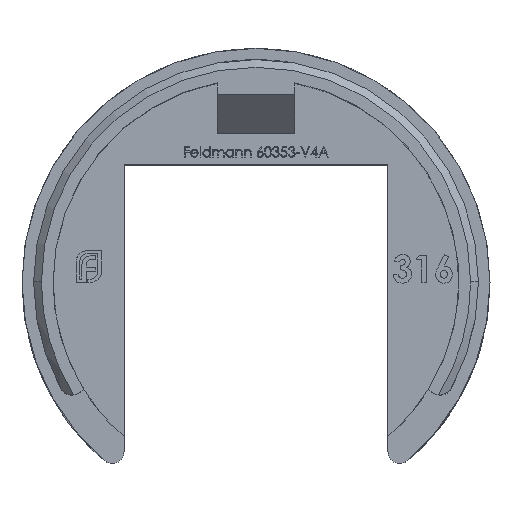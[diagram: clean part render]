
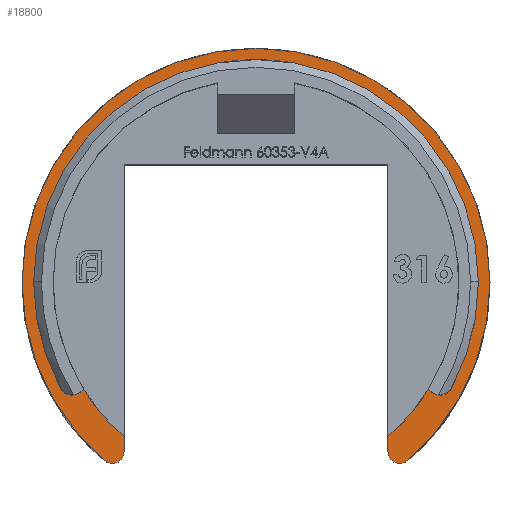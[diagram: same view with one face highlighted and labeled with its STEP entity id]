
A CAD part, top view. The second image highlights one B-rep face of the part: STEP entity #18800.
In plain terms, the highlighted planar face has unit normal (0, 0, 1).
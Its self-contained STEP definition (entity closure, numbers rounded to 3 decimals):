
#260 = CIRCLE ( 'NONE', #5400, 30.15 ) ;
#367 = VERTEX_POINT ( 'NONE', #10168 ) ;
#506 = ORIENTED_EDGE ( 'NONE', *, *, #25560, .T. ) ;
#726 = DIRECTION ( 'NONE',  ( 1., 0., 0. ) ) ;
#748 = CARTESIAN_POINT ( 'NONE',  ( 0., 0., 2. ) ) ;
#804 = CARTESIAN_POINT ( 'NONE',  ( 0., 0., 2. ) ) ;
#961 = CARTESIAN_POINT ( 'NONE',  ( -19.508, -22.988, 2. ) ) ;
#1122 = CIRCLE ( 'NONE', #1510, 1.523 ) ;
#1153 = CIRCLE ( 'NONE', #10197, 26.15 ) ;
#1361 = EDGE_CURVE ( 'NONE', #14718, #15706, #5270, .T. ) ;
#1510 = AXIS2_PLACEMENT_3D ( 'NONE', #13683, #16333, #4693 ) ;
#1941 = VERTEX_POINT ( 'NONE', #9517 ) ;
#2046 = DIRECTION ( 'NONE',  ( 0., 0., 1. ) ) ;
#2152 = CIRCLE ( 'NONE', #21765, 26.15 ) ;
#2232 = ORIENTED_EDGE ( 'NONE', *, *, #17220, .T. ) ;
#2414 = VERTEX_POINT ( 'NONE', #19147 ) ;
#2730 = AXIS2_PLACEMENT_3D ( 'NONE', #28709, #16957, #10132 ) ;
#3285 = DIRECTION ( 'NONE',  ( 0., 0., 1. ) ) ;
#3645 = ORIENTED_EDGE ( 'NONE', *, *, #12916, .T. ) ;
#3719 = CIRCLE ( 'NONE', #17944, 28.45 ) ;
#3728 = DIRECTION ( 'NONE',  ( 0., 1., 0. ) ) ;
#3741 = ORIENTED_EDGE ( 'NONE', *, *, #1361, .F. ) ;
#3826 = CARTESIAN_POINT ( 'NONE',  ( -17., -21.827, 2. ) ) ;
#4108 = DIRECTION ( 'NONE',  ( 1., 0., 0. ) ) ;
#4693 = DIRECTION ( 'NONE',  ( 1., 0., 0. ) ) ;
#4964 = ORIENTED_EDGE ( 'NONE', *, *, #24421, .T. ) ;
#5089 = ORIENTED_EDGE ( 'NONE', *, *, #5582, .T. ) ;
#5193 = DIRECTION ( 'NONE',  ( 0., 0., 1. ) ) ;
#5270 = CIRCLE ( 'NONE', #17463, 1.7 ) ;
#5382 = FACE_OUTER_BOUND ( 'NONE', #12799, .T. ) ;
#5400 = AXIS2_PLACEMENT_3D ( 'NONE', #13865, #2046, #22970 ) ;
#5415 = DIRECTION ( 'NONE',  ( 1., 0., 0. ) ) ;
#5468 = DIRECTION ( 'NONE',  ( 0., 0., -1. ) ) ;
#5582 = EDGE_CURVE ( 'NONE', #1941, #20445, #20437, .T. ) ;
#5879 = DIRECTION ( 'NONE',  ( 1., 0., 0. ) ) ;
#6107 = DIRECTION ( 'NONE',  ( 0., -1., 0. ) ) ;
#6459 = ORIENTED_EDGE ( 'NONE', *, *, #14884, .F. ) ;
#6516 = CARTESIAN_POINT ( 'NONE',  ( 17., -19.87, 2. ) ) ;
#6660 = VERTEX_POINT ( 'NONE', #22274 ) ;
#6841 = VECTOR ( 'NONE', #3728, 1000. ) ;
#6905 = CIRCLE ( 'NONE', #12634, 28.45 ) ;
#7305 = CARTESIAN_POINT ( 'NONE',  ( -24.617, -14.261, 2. ) ) ;
#8514 = VERTEX_POINT ( 'NONE', #6516 ) ;
#8585 = EDGE_CURVE ( 'NONE', #367, #25445, #260, .T. ) ;
#9517 = CARTESIAN_POINT ( 'NONE',  ( 19.508, -22.988, 2. ) ) ;
#9608 = CARTESIAN_POINT ( 'NONE',  ( 0., 0., 2. ) ) ;
#10132 = DIRECTION ( 'NONE',  ( 1., 0., 0. ) ) ;
#10158 = VERTEX_POINT ( 'NONE', #20951 ) ;
#10168 = CARTESIAN_POINT ( 'NONE',  ( -30.15, 0., 2. ) ) ;
#10197 = AXIS2_PLACEMENT_3D ( 'NONE', #748, #17036, #5415 ) ;
#10238 = ORIENTED_EDGE ( 'NONE', *, *, #25155, .F. ) ;
#10253 = ORIENTED_EDGE ( 'NONE', *, *, #25080, .T. ) ;
#10271 = DIRECTION ( 'NONE',  ( 0., 0., 1. ) ) ;
#11887 = CARTESIAN_POINT ( 'NONE',  ( 30.15, 0., 2. ) ) ;
#12147 = VERTEX_POINT ( 'NONE', #7305 ) ;
#12255 = CARTESIAN_POINT ( 'NONE',  ( 0., 0., 2. ) ) ;
#12634 = AXIS2_PLACEMENT_3D ( 'NONE', #804, #5468, #28431 ) ;
#12749 = CARTESIAN_POINT ( 'NONE',  ( -22.257, -13.728, 2. ) ) ;
#12799 = EDGE_LOOP ( 'NONE', ( #6459, #10238, #10253, #23755, #3741, #29667, #2232, #4964, #5089, #506, #17045, #3645, #27057 ) ) ;
#12916 = EDGE_CURVE ( 'NONE', #25445, #6660, #26994, .T. ) ;
#13375 = EDGE_CURVE ( 'NONE', #26849, #15706, #3719, .T. ) ;
#13417 = DIRECTION ( 'NONE',  ( 0., 0., 1. ) ) ;
#13683 = CARTESIAN_POINT ( 'NONE',  ( 18.523, -21.827, 2. ) ) ;
#13865 = CARTESIAN_POINT ( 'NONE',  ( 0., 0., 2. ) ) ;
#14718 = VERTEX_POINT ( 'NONE', #18105 ) ;
#14884 = EDGE_CURVE ( 'NONE', #24648, #10158, #1153, .T. ) ;
#15706 = VERTEX_POINT ( 'NONE', #19094 ) ;
#15880 = AXIS2_PLACEMENT_3D ( 'NONE', #9608, #28176, #16635 ) ;
#16333 = DIRECTION ( 'NONE',  ( 0., 0., 1. ) ) ;
#16635 = DIRECTION ( 'NONE',  ( 1., 0., 0. ) ) ;
#16957 = DIRECTION ( 'NONE',  ( 0., 0., 1. ) ) ;
#17036 = DIRECTION ( 'NONE',  ( 0., 0., 1. ) ) ;
#17045 = ORIENTED_EDGE ( 'NONE', *, *, #8585, .T. ) ;
#17220 = EDGE_CURVE ( 'NONE', #8514, #2414, #25088, .T. ) ;
#17463 = AXIS2_PLACEMENT_3D ( 'NONE', #22454, #24590, #4108 ) ;
#17725 = CARTESIAN_POINT ( 'NONE',  ( 17., 15.15, 2. ) ) ;
#17944 = AXIS2_PLACEMENT_3D ( 'NONE', #12255, #28463, #26522 ) ;
#18105 = CARTESIAN_POINT ( 'NONE',  ( 22.257, -13.728, 2. ) ) ;
#18152 = LINE ( 'NONE', #3826, #6841 ) ;
#18800 = ADVANCED_FACE ( 'NONE', ( #5382 ), #21201, .T. ) ;
#18961 = VECTOR ( 'NONE', #6107, 1000. ) ;
#19094 = CARTESIAN_POINT ( 'NONE',  ( 24.617, -14.261, 2. ) ) ;
#19147 = CARTESIAN_POINT ( 'NONE',  ( 17., -21.827, 2. ) ) ;
#19601 = DIRECTION ( 'NONE',  ( 1., 0., 0. ) ) ;
#20040 = CIRCLE ( 'NONE', #24130, 30.15 ) ;
#20148 = CARTESIAN_POINT ( 'NONE',  ( 0., 0., 2. ) ) ;
#20437 = CIRCLE ( 'NONE', #28553, 30.15 ) ;
#20445 = VERTEX_POINT ( 'NONE', #11887 ) ;
#20951 = CARTESIAN_POINT ( 'NONE',  ( -17., -19.87, 2. ) ) ;
#21201 = PLANE ( 'NONE',  #15880 ) ;
#21550 = CARTESIAN_POINT ( 'NONE',  ( 0., 0., 2. ) ) ;
#21765 = AXIS2_PLACEMENT_3D ( 'NONE', #21550, #5193, #726 ) ;
#21953 = AXIS2_PLACEMENT_3D ( 'NONE', #28840, #10271, #5879 ) ;
#22274 = CARTESIAN_POINT ( 'NONE',  ( -17., -21.827, 2. ) ) ;
#22454 = CARTESIAN_POINT ( 'NONE',  ( 23.7, -12.83, 2. ) ) ;
#22970 = DIRECTION ( 'NONE',  ( 1., 0., 0. ) ) ;
#23755 = ORIENTED_EDGE ( 'NONE', *, *, #13375, .T. ) ;
#24130 = AXIS2_PLACEMENT_3D ( 'NONE', #29724, #3285, #19601 ) ;
#24421 = EDGE_CURVE ( 'NONE', #2414, #1941, #1122, .T. ) ;
#24590 = DIRECTION ( 'NONE',  ( 0., 0., 1. ) ) ;
#24648 = VERTEX_POINT ( 'NONE', #12749 ) ;
#25080 = EDGE_CURVE ( 'NONE', #12147, #26849, #6905, .T. ) ;
#25088 = LINE ( 'NONE', #17725, #18961 ) ;
#25155 = EDGE_CURVE ( 'NONE', #12147, #24648, #26887, .T. ) ;
#25329 = CARTESIAN_POINT ( 'NONE',  ( 0., 28.45, 2. ) ) ;
#25445 = VERTEX_POINT ( 'NONE', #961 ) ;
#25560 = EDGE_CURVE ( 'NONE', #20445, #367, #20040, .T. ) ;
#26522 = DIRECTION ( 'NONE',  ( 1., 0., 0. ) ) ;
#26849 = VERTEX_POINT ( 'NONE', #25329 ) ;
#26887 = CIRCLE ( 'NONE', #21953, 1.7 ) ;
#26994 = CIRCLE ( 'NONE', #2730, 1.523 ) ;
#27057 = ORIENTED_EDGE ( 'NONE', *, *, #27249, .T. ) ;
#27093 = EDGE_CURVE ( 'NONE', #8514, #14718, #2152, .T. ) ;
#27249 = EDGE_CURVE ( 'NONE', #6660, #10158, #18152, .T. ) ;
#28176 = DIRECTION ( 'NONE',  ( 0., 0., 1. ) ) ;
#28431 = DIRECTION ( 'NONE',  ( 1., 0., 0. ) ) ;
#28463 = DIRECTION ( 'NONE',  ( 0., 0., -1. ) ) ;
#28553 = AXIS2_PLACEMENT_3D ( 'NONE', #20148, #13417, #29659 ) ;
#28709 = CARTESIAN_POINT ( 'NONE',  ( -18.523, -21.827, 2. ) ) ;
#28840 = CARTESIAN_POINT ( 'NONE',  ( -23.7, -12.83, 2. ) ) ;
#29659 = DIRECTION ( 'NONE',  ( 1., 0., 0. ) ) ;
#29667 = ORIENTED_EDGE ( 'NONE', *, *, #27093, .F. ) ;
#29724 = CARTESIAN_POINT ( 'NONE',  ( 0., 0., 2. ) ) ;
